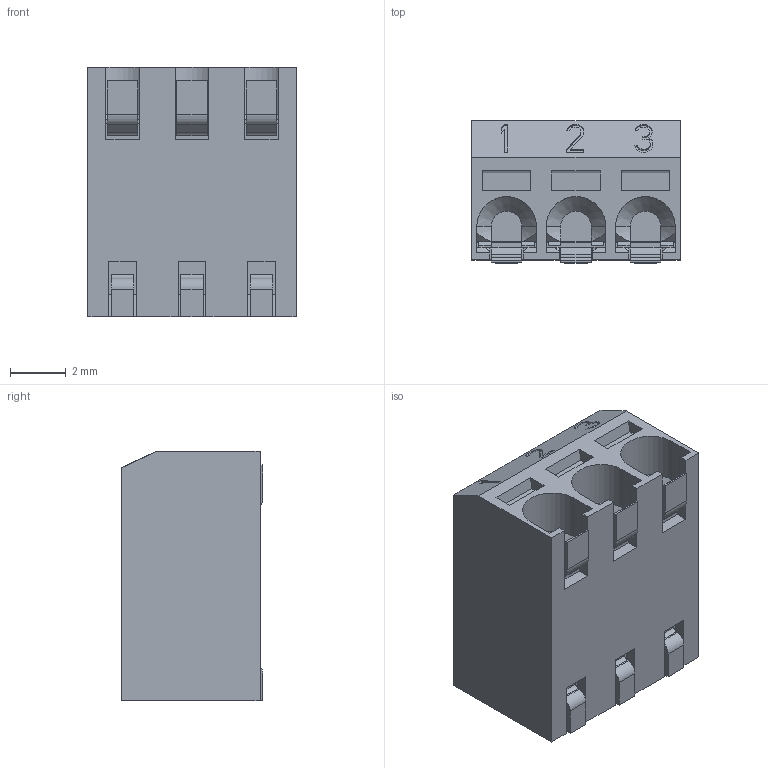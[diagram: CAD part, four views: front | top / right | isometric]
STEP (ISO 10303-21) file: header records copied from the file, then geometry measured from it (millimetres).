
FILE_DESCRIPTION (( 'STEP AP214' ), '1' );
FILE_NAME ('AVX-00-9276-003-021-906.STEP', '2019-01-11T05:56:14', ( '' ), ( '' ), 'SwSTEP 2.0', 'SolidWorks 2018', '' );
FILE_SCHEMA (( 'AUTOMOTIVE_DESIGN' ));
Length unit declared in the file: millimetre
Products named in the file (2): AVX-00-9276-003-021-906_00-9276-003-021-006; AVX-00-9276-003-021-906
Assembly tree (1 placements, depth 2):
  AVX-00-9276-003-021-906
    AVX-00-9276-003-021-906_00-9276-003-021-006
Bounding box: 7.5 x 5.1 x 9 mm (x, y, z)
Volume: 305.8 mm3; surface area: 372.2 mm2
Topology: 1 solids, 1 shells, 330 faces, 930 edges, 614 vertices
Faces by surface type: plane 279, cylinder 36, cone 15
Entity records: 10584 total; most frequent: CARTESIAN_POINT 1998, ORIENTED_EDGE 1860, DIRECTION 1628, EDGE_CURVE 930, VECTOR 828, LINE 828, VERTEX_POINT 614, AXIS2_PLACEMENT_3D 400
